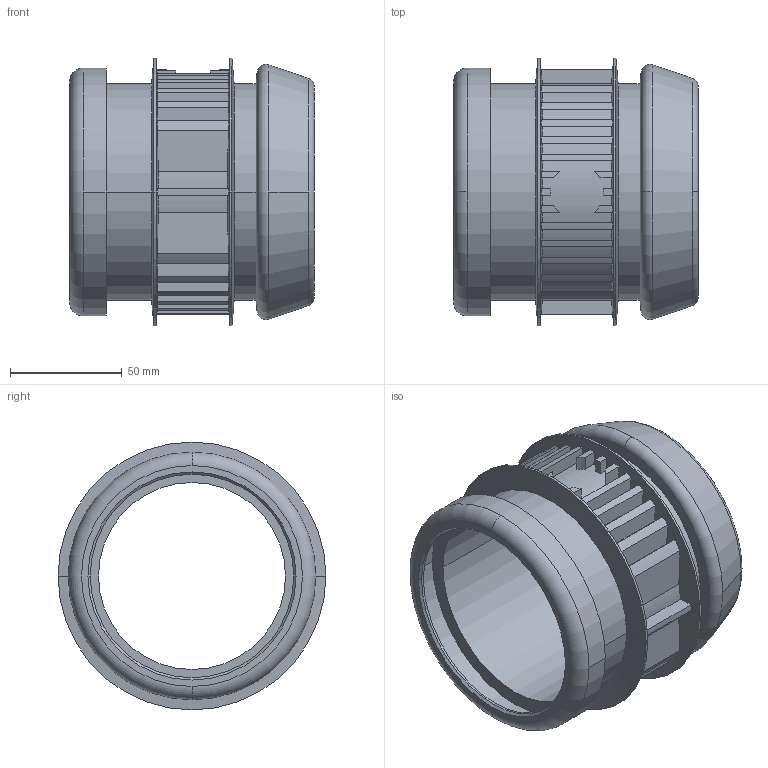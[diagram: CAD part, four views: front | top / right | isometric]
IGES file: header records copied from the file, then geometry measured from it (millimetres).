
Global section: file name: No Iges File Name specified; native system: Autodesk Inventor 2012; preprocessor: AutoDesk Inventor Iges Exporter R2012; author: ml; date: 20130319.113433; units: millimetre
Bounding box: 109.66 x 120 x 120 mm (x, y, z)
Volume: 160348.5 mm3; surface area: 110983.7 mm2
Topology: 1 solids, 1 shells, 182 faces, 505 edges, 329 vertices
Faces by surface type: plane 68, cylinder 66, revolution 30, cone 12, torus 6
